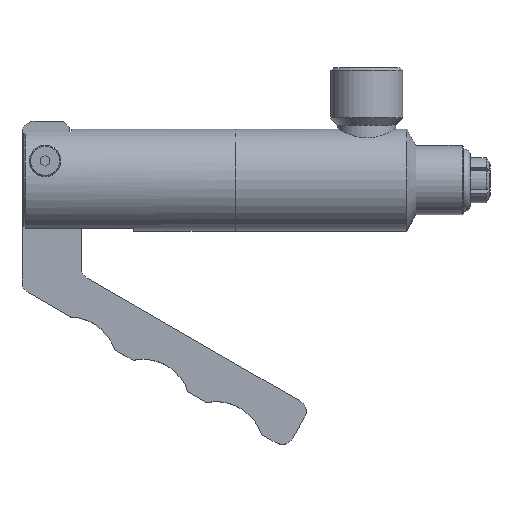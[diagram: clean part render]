
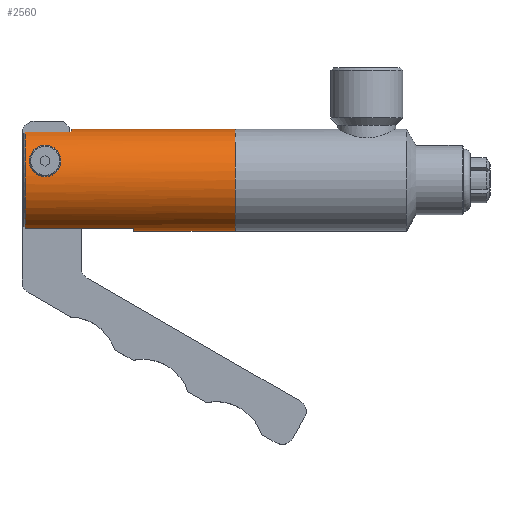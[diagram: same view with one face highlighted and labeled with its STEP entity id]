
A CAD part, top view. The second image highlights one B-rep face of the part: STEP entity #2560.
In plain terms, the highlighted cylindrical face has radius 13.462 mm (diameter 26.924 mm), a full revolution.
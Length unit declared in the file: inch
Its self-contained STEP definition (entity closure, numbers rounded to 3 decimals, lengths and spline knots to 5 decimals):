
#45=B_SPLINE_CURVE_WITH_KNOTS($,3,(#3754,#3755,#3756,#3757,#3758,#3759,
#3760,#3761,#3762,#3763,#3764,#3765,#3766,#3767,#3768,#3769,#3770,#3771,
#3772,#3773,#3774,#3775,#3776,#3777,#3778,#3779,#3780,#3781,#3782,#3783,
#3784,#3785,#3786,#3787),.UNSPECIFIED.,.T.,.F.,(4,2,2,2,2,2,2,2,2,2,2,2,
2,2,2,2,4),(0.,0.15668,0.31335,0.47644,0.63953,
0.82205,1.00457,1.16495,1.32534,1.48572,
1.64611,1.82862,2.01114,2.17423,2.33732,
2.494,2.65068),.UNSPECIFIED.);
#46=B_SPLINE_CURVE_WITH_KNOTS($,3,(#3790,#3791,#3792,#3793,#3794,#3795,
#3796,#3797,#3798,#3799,#3800,#3801,#3802,#3803,#3804,#3805,#3806,#3807,
#3808,#3809,#3810,#3811,#3812,#3813,#3814,#3815,#3816,#3817,#3818,#3819,
#3820,#3821,#3822,#3823),.UNSPECIFIED.,.T.,.F.,(4,2,2,2,2,2,2,2,2,2,2,2,
2,2,2,2,4),(0.,0.0905,0.18099,0.27693,0.37288,
0.47505,0.57722,0.66858,0.75994,
0.8513,0.94266,1.04483,1.147,1.24294,
1.33888,1.42938,1.51987),.UNSPECIFIED.);
#269=LINE($,#4520,#453);
#270=LINE($,#4522,#454);
#271=LINE($,#4526,#455);
#272=LINE($,#4530,#456);
#453=VECTOR($,#3476,0.475);
#454=VECTOR($,#3477,0.475);
#455=VECTOR($,#3480,1.125);
#456=VECTOR($,#3483,1.125);
#593=FACE_BOUND($,#921,.T.);
#594=FACE_BOUND($,#922,.T.);
#595=FACE_BOUND($,#923,.T.);
#596=FACE_BOUND($,#924,.T.);
#921=EDGE_LOOP($,(#2291));
#922=EDGE_LOOP($,(#2292));
#923=EDGE_LOOP($,(#2293));
#924=EDGE_LOOP($,(#2294,#2295,#2296,#2297,#2298,#2299,#2300,#2301));
#1062=CIRCLE($,#2810,0.53);
#1063=CIRCLE($,#2812,0.53);
#1064=CIRCLE($,#2813,0.53);
#1065=CIRCLE($,#2814,0.53);
#1066=CIRCLE($,#2815,0.53);
#1142=VERTEX_POINT($,#3753);
#1143=VERTEX_POINT($,#3789);
#1300=VERTEX_POINT($,#4508);
#1301=VERTEX_POINT($,#4509);
#1304=VERTEX_POINT($,#4517);
#1305=VERTEX_POINT($,#4519);
#1306=VERTEX_POINT($,#4521);
#1307=VERTEX_POINT($,#4523);
#1308=VERTEX_POINT($,#4525);
#1309=VERTEX_POINT($,#4527);
#1310=VERTEX_POINT($,#4529);
#1416=EDGE_CURVE($,#1142,#1142,#45,.T.);
#1417=EDGE_CURVE($,#1143,#1143,#46,.T.);
#1646=EDGE_CURVE($,#1300,#1301,#1062,.T.);
#1650=EDGE_CURVE($,#1304,#1304,#1063,.T.);
#1651=EDGE_CURVE($,#1305,#1300,#269,.T.);
#1652=EDGE_CURVE($,#1301,#1306,#270,.T.);
#1653=EDGE_CURVE($,#1306,#1307,#1064,.T.);
#1654=EDGE_CURVE($,#1307,#1308,#271,.T.);
#1655=EDGE_CURVE($,#1308,#1309,#1065,.T.);
#1656=EDGE_CURVE($,#1309,#1310,#272,.T.);
#1657=EDGE_CURVE($,#1310,#1305,#1066,.T.);
#2291=ORIENTED_EDGE($,*,*,#1416,.T.);
#2292=ORIENTED_EDGE($,*,*,#1417,.T.);
#2293=ORIENTED_EDGE($,*,*,#1650,.F.);
#2294=ORIENTED_EDGE($,*,*,#1651,.T.);
#2295=ORIENTED_EDGE($,*,*,#1646,.T.);
#2296=ORIENTED_EDGE($,*,*,#1652,.T.);
#2297=ORIENTED_EDGE($,*,*,#1653,.T.);
#2298=ORIENTED_EDGE($,*,*,#1654,.T.);
#2299=ORIENTED_EDGE($,*,*,#1655,.T.);
#2300=ORIENTED_EDGE($,*,*,#1656,.T.);
#2301=ORIENTED_EDGE($,*,*,#1657,.T.);
#2423=CYLINDRICAL_SURFACE($,#2811,0.53);
#2560=ADVANCED_FACE($,(#593,#594,#595,#596),#2423,.T.);
#2810=AXIS2_PLACEMENT_3D($,#4510,#3467,#3468);
#2811=AXIS2_PLACEMENT_3D($,#4516,#3472,#3473);
#2812=AXIS2_PLACEMENT_3D($,#4518,#3474,#3475);
#2813=AXIS2_PLACEMENT_3D($,#4524,#3478,#3479);
#2814=AXIS2_PLACEMENT_3D($,#4528,#3481,#3482);
#2815=AXIS2_PLACEMENT_3D($,#4531,#3484,#3485);
#3467=DIRECTION('center_axis',(1.,0.,0.));
#3468=DIRECTION('ref_axis',(0.,1.,0.));
#3472=DIRECTION('center_axis',(1.,0.,0.));
#3473=DIRECTION('ref_axis',(0.,1.,0.));
#3474=DIRECTION('center_axis',(1.,0.,0.));
#3475=DIRECTION('ref_axis',(0.,1.,0.));
#3476=DIRECTION($,(1.,0.,0.));
#3477=DIRECTION($,(-1.,0.,0.));
#3478=DIRECTION('center_axis',(1.,0.,0.));
#3479=DIRECTION('ref_axis',(0.,1.,0.));
#3480=DIRECTION($,(1.,0.,0.));
#3481=DIRECTION('center_axis',(1.,0.,0.));
#3482=DIRECTION('ref_axis',(0.,1.,0.));
#3483=DIRECTION($,(-1.,0.,0.));
#3484=DIRECTION('center_axis',(1.,0.,0.));
#3485=DIRECTION('ref_axis',(0.,1.,0.));
#3753=CARTESIAN_POINT('',(0.22,0.036,0.52878));
#3754=CARTESIAN_POINT('Ctrl Pts',(0.22,0.036,0.52878));
#3755=CARTESIAN_POINT('Ctrl Pts',(0.19944,0.036,0.52878));
#3756=CARTESIAN_POINT('Ctrl Pts',(0.17751,0.04011,
0.52855));
#3757=CARTESIAN_POINT('Ctrl Pts',(0.1372,0.05677,
0.52702));
#3758=CARTESIAN_POINT('Ctrl Pts',(0.11882,0.06932,
0.52565));
#3759=CARTESIAN_POINT('Ctrl Pts',(0.08926,0.09873,
0.52094));
#3760=CARTESIAN_POINT('Ctrl Pts',(0.07646,0.11769,
0.5172));
#3761=CARTESIAN_POINT('Ctrl Pts',(0.05984,0.15843,
0.50621));
#3762=CARTESIAN_POINT('Ctrl Pts',(0.056,0.18018,
0.49889));
#3763=CARTESIAN_POINT('Ctrl Pts',(0.056,0.22218,
0.48178));
#3764=CARTESIAN_POINT('Ctrl Pts',(0.06071,0.24507,
0.47054));
#3765=CARTESIAN_POINT('Ctrl Pts',(0.07879,0.28639,
0.4466));
#3766=CARTESIAN_POINT('Ctrl Pts',(0.09211,0.30485,0.43394));
#3767=CARTESIAN_POINT('Ctrl Pts',(0.12121,0.33224,0.41325));
#3768=CARTESIAN_POINT('Ctrl Pts',(0.13847,0.34384,0.40347));
#3769=CARTESIAN_POINT('Ctrl Pts',(0.1773,0.35973,0.38937));
#3770=CARTESIAN_POINT('Ctrl Pts',(0.19895,0.364,0.38523));
#3771=CARTESIAN_POINT('Ctrl Pts',(0.24105,0.364,0.38523));
#3772=CARTESIAN_POINT('Ctrl Pts',(0.2627,0.35973,0.38937));
#3773=CARTESIAN_POINT('Ctrl Pts',(0.30153,0.34384,0.40347));
#3774=CARTESIAN_POINT('Ctrl Pts',(0.31879,0.33224,0.41325));
#3775=CARTESIAN_POINT('Ctrl Pts',(0.34789,0.30485,0.43394));
#3776=CARTESIAN_POINT('Ctrl Pts',(0.36121,0.28639,0.4466));
#3777=CARTESIAN_POINT('Ctrl Pts',(0.37929,0.24507,0.47054));
#3778=CARTESIAN_POINT('Ctrl Pts',(0.384,0.22218,0.48178));
#3779=CARTESIAN_POINT('Ctrl Pts',(0.384,0.18018,0.49889));
#3780=CARTESIAN_POINT('Ctrl Pts',(0.38016,0.15843,0.50621));
#3781=CARTESIAN_POINT('Ctrl Pts',(0.36354,0.11769,0.5172));
#3782=CARTESIAN_POINT('Ctrl Pts',(0.35074,0.09873,0.52094));
#3783=CARTESIAN_POINT('Ctrl Pts',(0.32118,0.06932,
0.52565));
#3784=CARTESIAN_POINT('Ctrl Pts',(0.3028,0.05677,
0.52702));
#3785=CARTESIAN_POINT('Ctrl Pts',(0.26249,0.04011,
0.52855));
#3786=CARTESIAN_POINT('Ctrl Pts',(0.24056,0.036,0.52878));
#3787=CARTESIAN_POINT('Ctrl Pts',(0.22,0.036,0.52878));
#3789=CARTESIAN_POINT('',(0.22,0.105,-0.51949));
#3790=CARTESIAN_POINT('Ctrl Pts',(0.22,0.105,-0.51949));
#3791=CARTESIAN_POINT('Ctrl Pts',(0.23188,0.105,-0.51949));
#3792=CARTESIAN_POINT('Ctrl Pts',(0.24453,0.10737,-0.51903));
#3793=CARTESIAN_POINT('Ctrl Pts',(0.26776,0.11692,-0.51697));
#3794=CARTESIAN_POINT('Ctrl Pts',(0.27833,0.12411,-0.51533));
#3795=CARTESIAN_POINT('Ctrl Pts',(0.29549,0.141,-0.51098));
#3796=CARTESIAN_POINT('Ctrl Pts',(0.30296,0.15198,-0.50789));
#3797=CARTESIAN_POINT('Ctrl Pts',(0.31272,0.17565,-0.5002));
#3798=CARTESIAN_POINT('Ctrl Pts',(0.315,0.18834,-0.49557));
#3799=CARTESIAN_POINT('Ctrl Pts',(0.315,0.21242,-0.48576));
#3800=CARTESIAN_POINT('Ctrl Pts',(0.31244,0.22547,-0.47984));
#3801=CARTESIAN_POINT('Ctrl Pts',(0.30222,0.24932,-0.46788));
#3802=CARTESIAN_POINT('Ctrl Pts',(0.29458,0.26015,-0.46187));
#3803=CARTESIAN_POINT('Ctrl Pts',(0.27755,0.27639,-0.45231));
#3804=CARTESIAN_POINT('Ctrl Pts',(0.26734,0.28328,-0.44798));
#3805=CARTESIAN_POINT('Ctrl Pts',(0.24456,0.29259,-0.44195));
#3806=CARTESIAN_POINT('Ctrl Pts',(0.23199,0.295,-0.44031));
#3807=CARTESIAN_POINT('Ctrl Pts',(0.20801,0.295,-0.44031));
#3808=CARTESIAN_POINT('Ctrl Pts',(0.19544,0.29259,-0.44195));
#3809=CARTESIAN_POINT('Ctrl Pts',(0.17266,0.28328,-0.44798));
#3810=CARTESIAN_POINT('Ctrl Pts',(0.16245,0.27639,-0.45231));
#3811=CARTESIAN_POINT('Ctrl Pts',(0.14542,0.26015,-0.46187));
#3812=CARTESIAN_POINT('Ctrl Pts',(0.13778,0.24932,-0.46788));
#3813=CARTESIAN_POINT('Ctrl Pts',(0.12756,0.22547,-0.47984));
#3814=CARTESIAN_POINT('Ctrl Pts',(0.125,0.21242,-0.48576));
#3815=CARTESIAN_POINT('Ctrl Pts',(0.125,0.18834,-0.49557));
#3816=CARTESIAN_POINT('Ctrl Pts',(0.12728,0.17565,-0.5002));
#3817=CARTESIAN_POINT('Ctrl Pts',(0.13704,0.15198,-0.50789));
#3818=CARTESIAN_POINT('Ctrl Pts',(0.14451,0.141,-0.51098));
#3819=CARTESIAN_POINT('Ctrl Pts',(0.16167,0.12411,-0.51533));
#3820=CARTESIAN_POINT('Ctrl Pts',(0.17224,0.11692,-0.51697));
#3821=CARTESIAN_POINT('Ctrl Pts',(0.19547,0.10737,-0.51903));
#3822=CARTESIAN_POINT('Ctrl Pts',(0.20812,0.105,-0.51949));
#3823=CARTESIAN_POINT('Ctrl Pts',(0.22,0.105,-0.51949));
#4508=CARTESIAN_POINT('',(0.49,0.49939,-0.1775));
#4509=CARTESIAN_POINT('',(0.49,0.49939,0.1775));
#4510=CARTESIAN_POINT('Origin',(0.49,0.,0.));
#4516=CARTESIAN_POINT('Origin',(1.105,0.,0.));
#4517=CARTESIAN_POINT('',(2.195,0.53,0.));
#4518=CARTESIAN_POINT('Origin',(2.195,0.,0.));
#4519=CARTESIAN_POINT('',(0.015,0.49939,-0.1775));
#4520=CARTESIAN_POINT($,(1.105,0.49939,-0.1775));
#4521=CARTESIAN_POINT('',(0.015,0.49939,0.1775));
#4522=CARTESIAN_POINT($,(1.105,0.49939,0.1775));
#4523=CARTESIAN_POINT('',(0.015,-0.49939,0.1775));
#4524=CARTESIAN_POINT('Origin',(0.015,0.,0.));
#4525=CARTESIAN_POINT('',(1.14,-0.49939,0.1775));
#4526=CARTESIAN_POINT($,(1.105,-0.49939,0.1775));
#4527=CARTESIAN_POINT('',(1.14,-0.49939,-0.1775));
#4528=CARTESIAN_POINT('Origin',(1.14,0.,0.));
#4529=CARTESIAN_POINT('',(0.015,-0.49939,-0.1775));
#4530=CARTESIAN_POINT($,(1.105,-0.49939,-0.1775));
#4531=CARTESIAN_POINT('Origin',(0.015,0.,0.));
